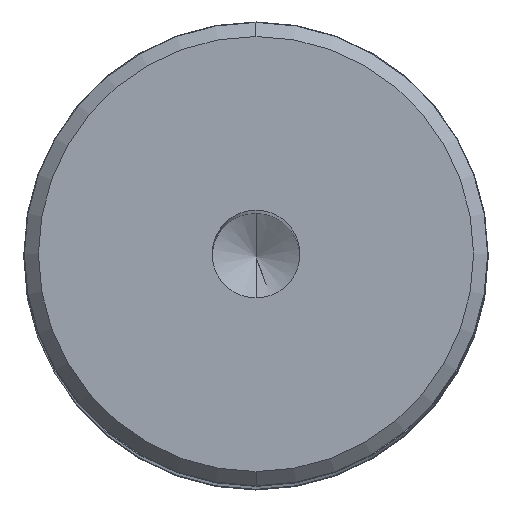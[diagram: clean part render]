
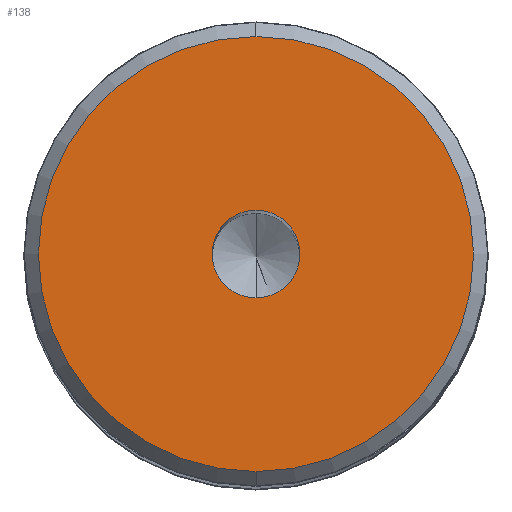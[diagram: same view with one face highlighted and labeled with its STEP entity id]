
A CAD part, top view. The second image highlights one B-rep face of the part: STEP entity #138.
In plain terms, the highlighted planar face has unit normal (0, 0, 1).
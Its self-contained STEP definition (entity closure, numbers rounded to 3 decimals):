
#54=PLANE('',#1063);
#63=FACE_BOUND('',#275,.T.);
#64=FACE_BOUND('',#276,.T.);
#138=ADVANCED_FACE('',(#63,#64),#54,.F.);
#275=EDGE_LOOP('',(#567,#568));
#276=EDGE_LOOP('',(#569,#570));
#567=ORIENTED_EDGE('',*,*,#763,.F.);
#568=ORIENTED_EDGE('',*,*,#765,.F.);
#569=ORIENTED_EDGE('',*,*,#766,.F.);
#570=ORIENTED_EDGE('',*,*,#767,.F.);
#647=VERTEX_POINT('',#1649);
#648=VERTEX_POINT('',#1651);
#649=VERTEX_POINT('',#1657);
#650=VERTEX_POINT('',#1658);
#763=EDGE_CURVE('',#647,#648,#856,.T.);
#765=EDGE_CURVE('',#648,#647,#857,.T.);
#766=EDGE_CURVE('',#649,#650,#858,.T.);
#767=EDGE_CURVE('',#650,#649,#859,.T.);
#856=CIRCLE('',#1057,14.875);
#857=CIRCLE('',#1059,14.875);
#858=CIRCLE('',#1061,3.);
#859=CIRCLE('',#1062,3.);
#1057=AXIS2_PLACEMENT_3D('',#1650,#1385,#1386);
#1059=AXIS2_PLACEMENT_3D('',#1654,#1390,#1391);
#1061=AXIS2_PLACEMENT_3D('',#1656,#1394,#1395);
#1062=AXIS2_PLACEMENT_3D('',#1659,#1396,#1397);
#1063=AXIS2_PLACEMENT_3D('',#1660,#1398,#1399);
#1385=DIRECTION('',(0.,0.,-1.));
#1386=DIRECTION('',(0.,1.,0.));
#1390=DIRECTION('',(0.,0.,-1.));
#1391=DIRECTION('',(0.,-1.,0.));
#1394=DIRECTION('',(0.,0.,1.));
#1395=DIRECTION('',(0.,-1.,0.));
#1396=DIRECTION('',(0.,0.,1.));
#1397=DIRECTION('',(0.,1.,0.));
#1398=DIRECTION('',(0.,0.,-1.));
#1399=DIRECTION('',(0.,-1.,0.));
#1649=CARTESIAN_POINT('',(0.,14.875,0.));
#1650=CARTESIAN_POINT('',(0.,0.,0.));
#1651=CARTESIAN_POINT('',(0.,-14.875,0.));
#1654=CARTESIAN_POINT('',(0.,0.,0.));
#1656=CARTESIAN_POINT('',(0.,0.,0.));
#1657=CARTESIAN_POINT('',(0.,-3.,0.));
#1658=CARTESIAN_POINT('',(0.,3.,0.));
#1659=CARTESIAN_POINT('',(0.,0.,0.));
#1660=CARTESIAN_POINT('',(0.,0.,0.));
